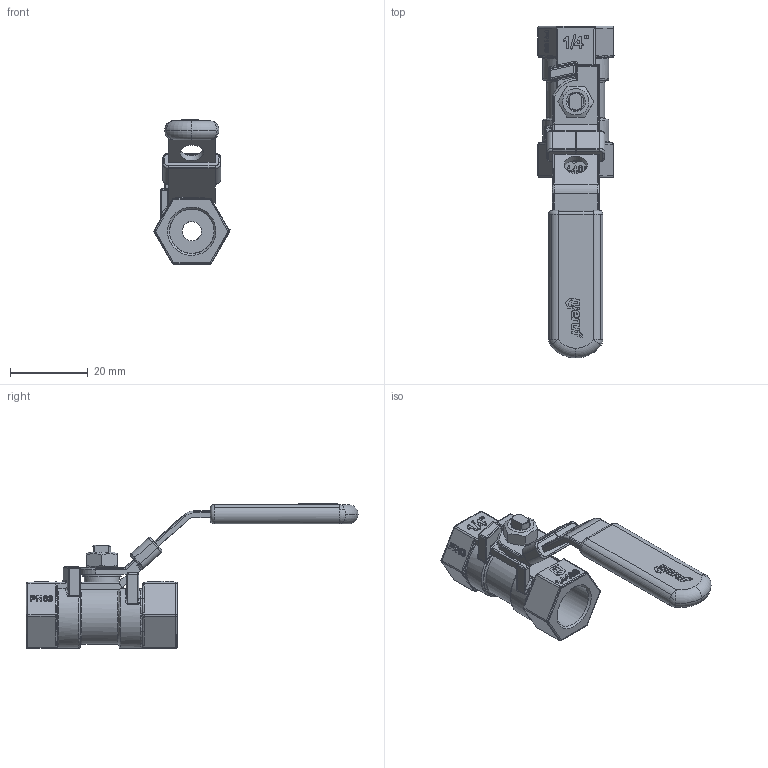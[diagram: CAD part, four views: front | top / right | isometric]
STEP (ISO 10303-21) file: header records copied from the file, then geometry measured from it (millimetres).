
FILE_DESCRIPTION(('HOOPS Exchange Step'),'2;1');
FILE_NAME('GK03_DN8.stp','2025-09-30T09:15:05+02:00',('nieru'),('Unknown organisation'),'HOOPS Exchange 2024.2','HOOPS Exchange','Unknown authorisation');
FILE_SCHEMA( ('AP203_CONFIGURATION_CONTROLLED_3D_DESIGN_OF_MECHANICAL_PARTS_AND_ASSEMBLIES_MIM_LF') );
Length unit declared in the file: millimetre
Products named in the file (2): 0; root
Assembly tree (1 placements, depth 2):
  root
    0
Bounding box: 19.58 x 85.5 x 37.2 mm (x, y, z)
Volume: 10270.2 mm3; surface area: 7127.7 mm2
Topology: 1 solids, 1 shells, 992 faces, 2713 edges, 1725 vertices
Faces by surface type: bspline 421, plane 321, cylinder 190, torus 44, cone 8, sphere 8
Full cylindrical faces by diameter (mm): 5 x2, 6 x1, 9 x1, 10 x1, 11.445 x2
Entity records: 54805 total; most frequent: CARTESIAN_POINT 33396, ORIENTED_EDGE 5376, DIRECTION 2843, EDGE_CURVE 2688, VERTEX_POINT 1720, VECTOR 1255, LINE 1255, B_SPLINE_CURVE_WITH_KNOTS 1172
